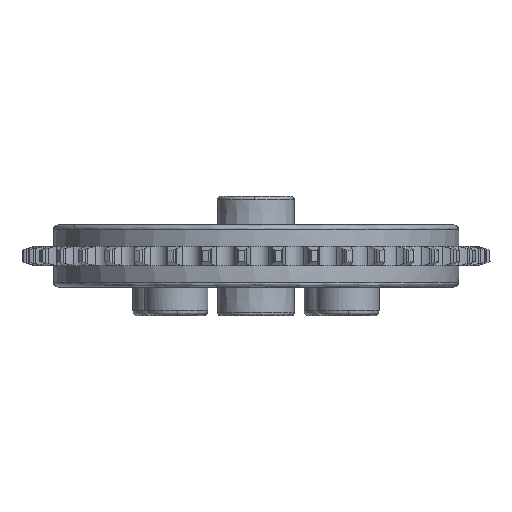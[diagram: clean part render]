
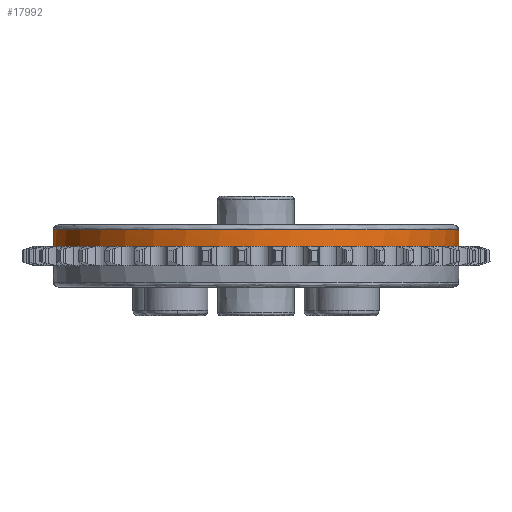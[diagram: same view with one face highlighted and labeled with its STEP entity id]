
A CAD part, front view. The second image highlights one B-rep face of the part: STEP entity #17992.
In plain terms, the highlighted cylindrical face has radius 21.215 mm (diameter 42.43 mm), a partial arc.
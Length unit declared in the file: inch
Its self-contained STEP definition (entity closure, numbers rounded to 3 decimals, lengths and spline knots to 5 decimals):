
#2482 = EDGE_CURVE ( 'NONE', #3407, #2483, #7344, .T. ) ;
#2483 = VERTEX_POINT ( 'NONE', #7340 ) ;
#3407 = VERTEX_POINT ( 'NONE', #8861 ) ;
#3422 = VERTEX_POINT ( 'NONE', #8942 ) ;
#3448 = EDGE_CURVE ( 'NONE', #3449, #3422, #9004, .T. ) ;
#3449 = VERTEX_POINT ( 'NONE', #9000 ) ;
#3812 = EDGE_CURVE ( 'NONE', #3943, #2483, #14066, .T. ) ;
#3943 = VERTEX_POINT ( 'NONE', #14330 ) ;
#4030 = EDGE_CURVE ( 'NONE', #3449, #4072, #14525, .T. ) ;
#4072 = VERTEX_POINT ( 'NONE', #14623 ) ;
#7294 = CARTESIAN_POINT ( 'NONE',  ( 0., 0., 0.14764 ) ) ;
#7340 = CARTESIAN_POINT ( 'NONE',  ( 0.83524, 0., 0.14764 ) ) ;
#7341 = DIRECTION ( 'NONE',  ( -1., 0.005, 0. ) ) ;
#7342 = DIRECTION ( 'NONE',  ( 0., 0., 1. ) ) ;
#7343 = AXIS2_PLACEMENT_3D ( 'NONE', #7294, #7342, #7341 ) ;
#7344 = CIRCLE ( 'NONE', #7343, 0.83524 ) ;
#8861 = CARTESIAN_POINT ( 'NONE',  ( 0.83523, -0.00427, 0.14764 ) ) ;
#8942 = CARTESIAN_POINT ( 'NONE',  ( 0.83478, -0.02749, 0.07864 ) ) ;
#9000 = CARTESIAN_POINT ( 'NONE',  ( -0.83524, 0., 0.07864 ) ) ;
#9001 = DIRECTION ( 'NONE',  ( 1., 0., 0. ) ) ;
#9002 = DIRECTION ( 'NONE',  ( 0., 0., 1. ) ) ;
#9003 = AXIS2_PLACEMENT_3D ( 'NONE', #9010, #9002, #9001 ) ;
#9004 = CIRCLE ( 'NONE', #9003, 0.83524 ) ;
#9010 = CARTESIAN_POINT ( 'NONE',  ( 0., 0., 0.07864 ) ) ;
#11745 = AXIS2_PLACEMENT_3D ( 'NONE', #11751, #11749, #11748 ) ;
#11746 = CIRCLE ( 'NONE', #11745, 0.83524 ) ;
#11747 = CARTESIAN_POINT ( 'NONE',  ( 0., 0., 0.16732 ) ) ;
#11748 = DIRECTION ( 'NONE',  ( -1., 0.005, 0. ) ) ;
#11749 = DIRECTION ( 'NONE',  ( 0., 0., 1. ) ) ;
#11750 = FACE_OUTER_BOUND ( 'NONE', #17965, .T. ) ;
#11751 = CARTESIAN_POINT ( 'NONE',  ( 0., 0., 0.14764 ) ) ;
#11762 = DIRECTION ( 'NONE',  ( 1., 0., 0. ) ) ;
#11763 = DIRECTION ( 'NONE',  ( 0., 0., 1. ) ) ;
#11764 = AXIS2_PLACEMENT_3D ( 'NONE', #11747, #11763, #11762 ) ;
#11765 = CYLINDRICAL_SURFACE ( 'NONE', #11764, 0.83524 ) ;
#14063 = DIRECTION ( 'NONE',  ( 0., 0., 1. ) ) ;
#14064 = VECTOR ( 'NONE', #14063, 39.37008 ) ;
#14065 = CARTESIAN_POINT ( 'NONE',  ( 0.83524, 0., 0.16732 ) ) ;
#14066 = LINE ( 'NONE', #14065, #14064 ) ;
#14330 = CARTESIAN_POINT ( 'NONE',  ( 0.83524, 0., 0.07864 ) ) ;
#14522 = DIRECTION ( 'NONE',  ( 0., 0., 1. ) ) ;
#14523 = VECTOR ( 'NONE', #14522, 39.37008 ) ;
#14524 = CARTESIAN_POINT ( 'NONE',  ( -0.83524, 0., 0.16732 ) ) ;
#14525 = LINE ( 'NONE', #14524, #14523 ) ;
#14623 = CARTESIAN_POINT ( 'NONE',  ( -0.83524, 0., 0.14764 ) ) ;
#17965 = EDGE_LOOP ( 'NONE', ( #17966, #17983, #17984, #17985, #17989, #17990 ) ) ;
#17966 = ORIENTED_EDGE ( 'NONE', *, *, #4030, .F. ) ;
#17983 = ORIENTED_EDGE ( 'NONE', *, *, #3448, .T. ) ;
#17984 = ORIENTED_EDGE ( 'NONE', *, *, #19422, .T. ) ;
#17985 = ORIENTED_EDGE ( 'NONE', *, *, #3812, .T. ) ;
#17989 = ORIENTED_EDGE ( 'NONE', *, *, #2482, .F. ) ;
#17990 = ORIENTED_EDGE ( 'NONE', *, *, #17991, .F. ) ;
#17991 = EDGE_CURVE ( 'NONE', #4072, #3407, #11746, .T. ) ;
#17992 = ADVANCED_FACE ( 'NONE', ( #11750 ), #11765, .T. ) ;
#19422 = EDGE_CURVE ( 'NONE', #3422, #3943, #21070, .T. ) ;
#21066 = DIRECTION ( 'NONE',  ( 1., 0., 0. ) ) ;
#21067 = DIRECTION ( 'NONE',  ( 0., 0., 1. ) ) ;
#21068 = CARTESIAN_POINT ( 'NONE',  ( 0., 0., 0.07864 ) ) ;
#21069 = AXIS2_PLACEMENT_3D ( 'NONE', #21068, #21067, #21066 ) ;
#21070 = CIRCLE ( 'NONE', #21069, 0.83524 ) ;
